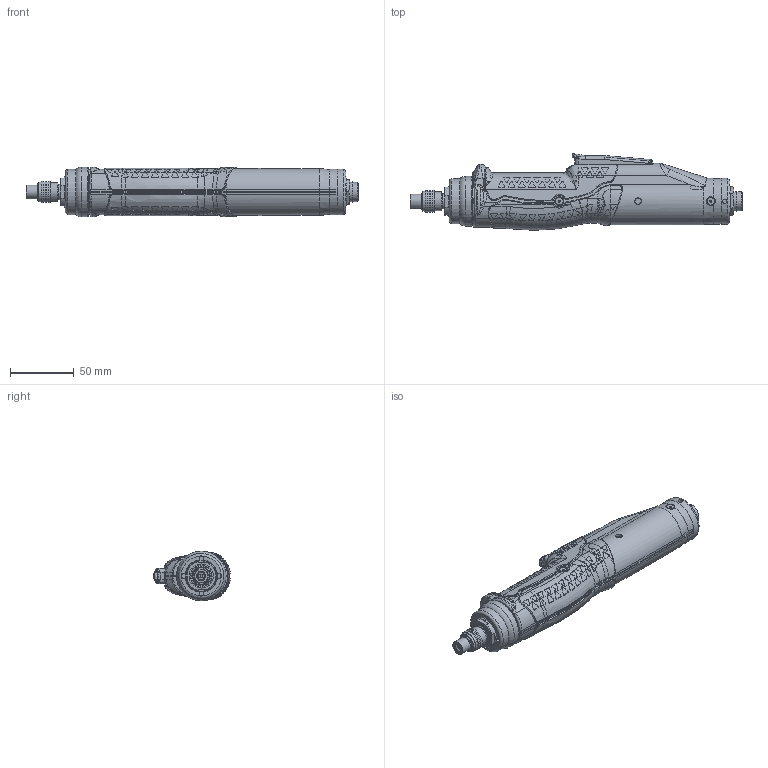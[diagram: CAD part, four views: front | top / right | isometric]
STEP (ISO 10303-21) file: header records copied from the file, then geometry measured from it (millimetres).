
FILE_DESCRIPTION(/* description */ (''),/* implementation_level */ '2;1');
FILE_NAME(/* name */ '14T-21032_MFT-160M10-PR2(OUTLINE)_20211110-01.stp',/* time_stamp */ '2022-03-01T09:20:16+09:00',/* author */ ('Akihiro_KATO'),/* organization */ (''),/* preprocessor_version */ 'ST-DEVELOPER v18.1',/* originating_system */ 'Autodesk Inventor 2021',/* authorisation */ '');
FILE_SCHEMA (('AUTOMOTIVE_DESIGN { 1 0 10303 214 3 1 1 }'));
Length unit declared in the file: millimetre
Products named in the file (1): 14T-21032_MFT-240M10-PR2(OUTLINE)_20211110-01
Bounding box: 261.3 x 60.31 x 39 mm (x, y, z)
Volume: 284882.3 mm3; surface area: 48760.7 mm2
Topology: 4 solids, 4 shells, 2287 faces, 5873 edges, 3651 vertices
Faces by surface type: plane 707, cylinder 706, bspline 620, cone 141, torus 86, sphere 27
Full cylindrical faces by diameter (mm): 0.5 x20, 3 x2, 3.2 x2, 3.4 x2, 6 x6, 8 x1, 9.4 x2, 10.5 x1, 11 x4, 12 x1, 13.5 x1, 13.8 x1, 14 x1, 14.818 x1, 15 x3, 15.5 x1, 16 x2, 16.5 x2, 17 x3, 21 x1, 24 x1, 25 x1, 29 x1, 30 x1, 32 x2, 32.4 x1, 35.5 x1, 36 x1, 36.5 x1, 39 x1
Entity records: 95966 total; most frequent: CARTESIAN_POINT 45529, ORIENTED_EDGE 11660, DIRECTION 8764, EDGE_CURVE 5830, VERTEX_POINT 3653, AXIS2_PLACEMENT_3D 3425, EDGE_LOOP 2414, FACE_OUTER_BOUND 2287
